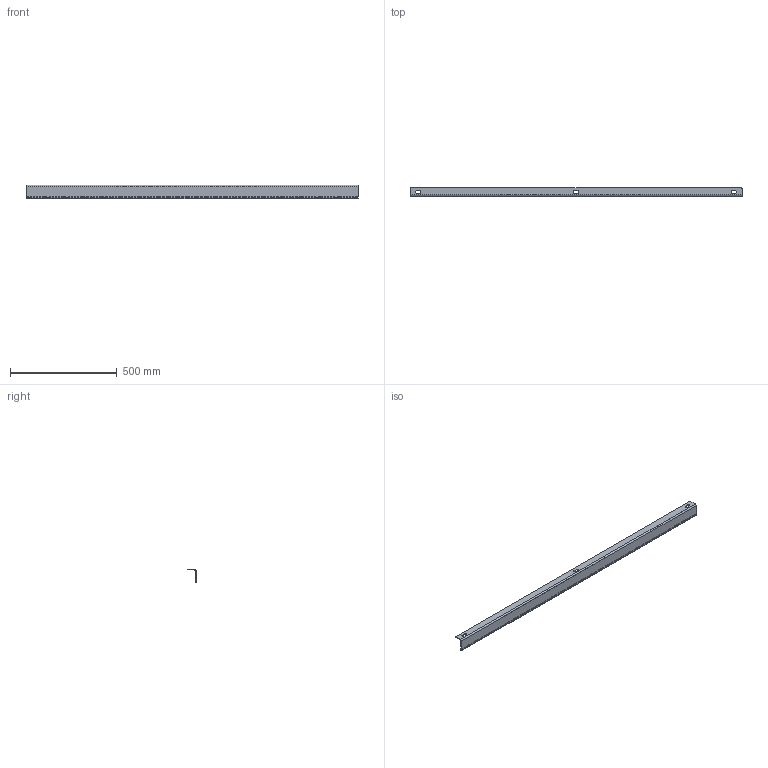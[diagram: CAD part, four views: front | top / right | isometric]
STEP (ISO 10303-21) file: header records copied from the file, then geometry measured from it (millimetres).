
FILE_DESCRIPTION (( 'STEP AP203' ), '1' );
FILE_NAME ('SCE-72RP30F5.step', '2021-01-08T15:46:39', ( 'ADC123' ), ( 'Microsoft' ), 'SwSTEP 2.0', 'SolidWorks 2019', '' );
FILE_SCHEMA (( 'CONFIG_CONTROL_DESIGN' ));
Length unit declared in the file: inch
Products named in the file (1): SCE-72RP30F5
Bounding box: 1555.75 x 38.1 x 62.84 mm (x, y, z)
Volume: 457011 mm3; surface area: 306429.7 mm2
Topology: 1 solids, 1 shells, 240 faces, 706 edges, 468 vertices
Faces by surface type: cylinder 222, plane 18
Entity records: 8761 total; most frequent: DIRECTION 1632, CARTESIAN_POINT 1415, ORIENTED_EDGE 1412, EDGE_CURVE 706, AXIS2_PLACEMENT_3D 685, VERTEX_POINT 468, EDGE_LOOP 456, CIRCLE 444
